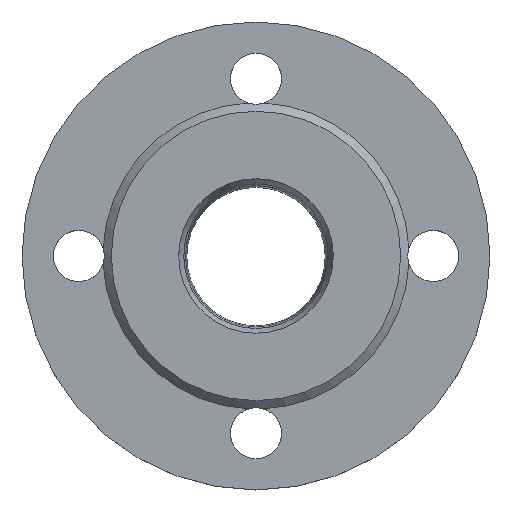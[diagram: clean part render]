
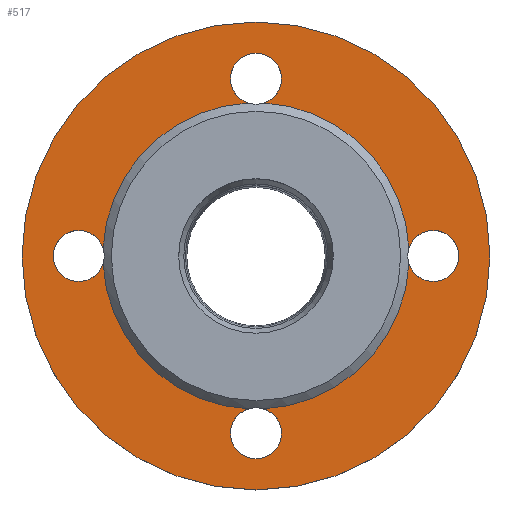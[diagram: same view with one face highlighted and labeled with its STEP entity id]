
A CAD part, top view. The second image highlights one B-rep face of the part: STEP entity #517.
In plain terms, the highlighted planar face has unit normal (0, 0, 1).
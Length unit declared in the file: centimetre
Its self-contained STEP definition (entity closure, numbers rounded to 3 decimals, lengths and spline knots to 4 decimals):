
#27=FACE_BOUND('',#136,.T.);
#32=PLANE('',#577);
#103=FACE_OUTER_BOUND('',#135,.T.);
#135=EDGE_LOOP('',(#417));
#136=EDGE_LOOP('',(#418,#419,#420,#421,#422,#423,#424,#425,#426,#427,#428,
#429));
#164=CIRCLE('',#550,9.);
#165=CIRCLE('',#551,9.);
#167=CIRCLE('',#554,9.);
#168=CIRCLE('',#555,9.);
#170=CIRCLE('',#558,9.);
#171=CIRCLE('',#559,9.);
#173=CIRCLE('',#562,9.);
#174=CIRCLE('',#563,9.);
#176=CIRCLE('',#566,54.);
#177=CIRCLE('',#567,54.);
#178=CIRCLE('',#568,54.);
#179=CIRCLE('',#569,54.);
#183=CIRCLE('',#576,82.5);
#218=VERTEX_POINT('',#831);
#219=VERTEX_POINT('',#833);
#221=VERTEX_POINT('',#844);
#223=VERTEX_POINT('',#857);
#224=VERTEX_POINT('',#859);
#226=VERTEX_POINT('',#870);
#228=VERTEX_POINT('',#883);
#229=VERTEX_POINT('',#885);
#231=VERTEX_POINT('',#896);
#233=VERTEX_POINT('',#909);
#234=VERTEX_POINT('',#911);
#236=VERTEX_POINT('',#922);
#240=VERTEX_POINT('',#948);
#275=EDGE_CURVE('',#219,#218,#164,.T.);
#278=EDGE_CURVE('',#218,#221,#165,.T.);
#281=EDGE_CURVE('',#224,#223,#167,.T.);
#284=EDGE_CURVE('',#223,#226,#168,.T.);
#287=EDGE_CURVE('',#229,#228,#170,.T.);
#290=EDGE_CURVE('',#228,#231,#171,.T.);
#293=EDGE_CURVE('',#234,#233,#173,.T.);
#296=EDGE_CURVE('',#233,#236,#174,.T.);
#299=EDGE_CURVE('',#219,#236,#176,.T.);
#300=EDGE_CURVE('',#234,#226,#177,.T.);
#301=EDGE_CURVE('',#224,#231,#178,.T.);
#302=EDGE_CURVE('',#229,#221,#179,.T.);
#306=EDGE_CURVE('',#240,#240,#183,.T.);
#417=ORIENTED_EDGE('',*,*,#306,.T.);
#418=ORIENTED_EDGE('',*,*,#275,.T.);
#419=ORIENTED_EDGE('',*,*,#278,.T.);
#420=ORIENTED_EDGE('',*,*,#302,.F.);
#421=ORIENTED_EDGE('',*,*,#287,.T.);
#422=ORIENTED_EDGE('',*,*,#290,.T.);
#423=ORIENTED_EDGE('',*,*,#301,.F.);
#424=ORIENTED_EDGE('',*,*,#281,.T.);
#425=ORIENTED_EDGE('',*,*,#284,.T.);
#426=ORIENTED_EDGE('',*,*,#300,.F.);
#427=ORIENTED_EDGE('',*,*,#293,.T.);
#428=ORIENTED_EDGE('',*,*,#296,.T.);
#429=ORIENTED_EDGE('',*,*,#299,.F.);
#517=ADVANCED_FACE('',(#103,#27),#32,.T.);
#550=AXIS2_PLACEMENT_3D('',#834,#653,#654);
#551=AXIS2_PLACEMENT_3D('',#853,#655,#656);
#554=AXIS2_PLACEMENT_3D('',#860,#662,#663);
#555=AXIS2_PLACEMENT_3D('',#879,#664,#665);
#558=AXIS2_PLACEMENT_3D('',#886,#671,#672);
#559=AXIS2_PLACEMENT_3D('',#905,#673,#674);
#562=AXIS2_PLACEMENT_3D('',#912,#680,#681);
#563=AXIS2_PLACEMENT_3D('',#931,#682,#683);
#566=AXIS2_PLACEMENT_3D('',#936,#689,#690);
#567=AXIS2_PLACEMENT_3D('',#937,#691,#692);
#568=AXIS2_PLACEMENT_3D('',#938,#693,#694);
#569=AXIS2_PLACEMENT_3D('',#939,#695,#696);
#576=AXIS2_PLACEMENT_3D('',#949,#709,#710);
#577=AXIS2_PLACEMENT_3D('',#951,#712,#713);
#653=DIRECTION('center_axis',(0.,0.,
-1.));
#654=DIRECTION('ref_axis',(-1.,0.,0.));
#655=DIRECTION('center_axis',(0.,0.,
-1.));
#656=DIRECTION('ref_axis',(-1.,0.,0.));
#662=DIRECTION('center_axis',(0.,0.,
-1.));
#663=DIRECTION('ref_axis',(1.,0.,0.));
#664=DIRECTION('center_axis',(0.,0.,
-1.));
#665=DIRECTION('ref_axis',(1.,0.,0.));
#671=DIRECTION('center_axis',(0.,0.,
-1.));
#672=DIRECTION('ref_axis',(0.,1.,0.));
#673=DIRECTION('center_axis',(0.,0.,
-1.));
#674=DIRECTION('ref_axis',(0.,1.,0.));
#680=DIRECTION('center_axis',(0.,0.,
-1.));
#681=DIRECTION('ref_axis',(0.,-1.,0.));
#682=DIRECTION('center_axis',(0.,0.,
-1.));
#683=DIRECTION('ref_axis',(0.,-1.,0.));
#689=DIRECTION('center_axis',(0.,0.,
1.));
#690=DIRECTION('ref_axis',(-1.,0.,0.));
#691=DIRECTION('center_axis',(0.,0.,
1.));
#692=DIRECTION('ref_axis',(-1.,0.,0.));
#693=DIRECTION('center_axis',(0.,0.,
1.));
#694=DIRECTION('ref_axis',(-1.,0.,0.));
#695=DIRECTION('center_axis',(0.,0.,
1.));
#696=DIRECTION('ref_axis',(-1.,0.,0.));
#709=DIRECTION('center_axis',(0.,0.,
1.));
#710=DIRECTION('ref_axis',(-1.,0.,0.));
#712=DIRECTION('center_axis',(0.,0.,
1.));
#713=DIRECTION('ref_axis',(0.,1.,0.));
#831=CARTESIAN_POINT('',(88.5778,215.2124,-90.5351));
#833=CARTESIAN_POINT('',(71.0078,217.9611,-90.5351));
#834=CARTESIAN_POINT('Origin',(79.5778,215.2124,-90.5351));
#844=CARTESIAN_POINT('',(71.0078,212.4638,-90.5351));
#853=CARTESIAN_POINT('Origin',(79.5778,215.2124,-90.5351));
#857=CARTESIAN_POINT('',(-54.4222,215.2124,-90.5351));
#859=CARTESIAN_POINT('',(-36.8522,212.4638,-90.5351));
#860=CARTESIAN_POINT('Origin',(-45.4222,215.2124,-90.5351));
#870=CARTESIAN_POINT('',(-36.8522,217.9611,-90.5351));
#879=CARTESIAN_POINT('Origin',(-45.4222,215.2124,-90.5351));
#883=CARTESIAN_POINT('',(17.0778,143.7124,-90.5351));
#885=CARTESIAN_POINT('',(19.8264,161.2824,-90.5351));
#886=CARTESIAN_POINT('Origin',(17.0778,152.7124,-90.5351));
#896=CARTESIAN_POINT('',(14.3291,161.2824,-90.5351));
#905=CARTESIAN_POINT('Origin',(17.0778,152.7124,-90.5351));
#909=CARTESIAN_POINT('',(17.0778,286.7124,-90.5351));
#911=CARTESIAN_POINT('',(14.3291,269.1424,-90.5351));
#912=CARTESIAN_POINT('Origin',(17.0778,277.7124,-90.5351));
#922=CARTESIAN_POINT('',(19.8264,269.1424,-90.5351));
#931=CARTESIAN_POINT('Origin',(17.0778,277.7124,-90.5351));
#936=CARTESIAN_POINT('Origin',(17.0778,215.2124,-90.5351));
#937=CARTESIAN_POINT('Origin',(17.0778,215.2124,-90.5351));
#938=CARTESIAN_POINT('Origin',(17.0778,215.2124,-90.5351));
#939=CARTESIAN_POINT('Origin',(17.0778,215.2124,-90.5351));
#948=CARTESIAN_POINT('',(99.5778,215.2124,-90.5351));
#949=CARTESIAN_POINT('Origin',(17.0778,215.2124,-90.5351));
#951=CARTESIAN_POINT('Origin',(-51.1722,215.2124,-90.5351));
